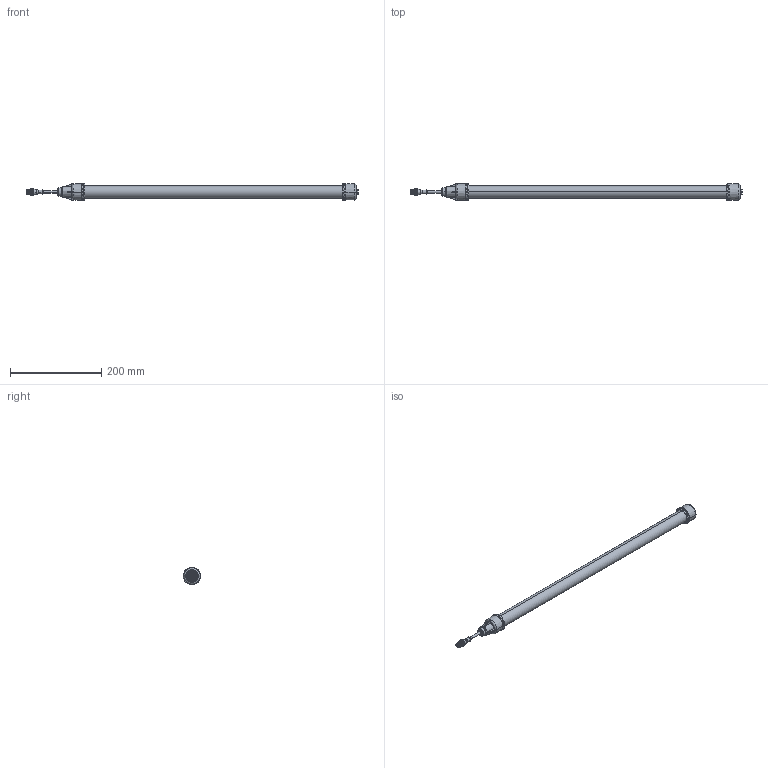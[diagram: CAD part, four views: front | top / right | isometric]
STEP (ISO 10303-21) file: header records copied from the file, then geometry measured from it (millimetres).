
FILE_DESCRIPTION((''),'2;1');
FILE_NAME('225392_SM01_ASM','2023-04-10T09:12:09',('banengservice'),('BANNER ENGINEERING'),'CREO PARAMETRIC BY PTC INC, 2022414','CREO PARAMETRIC BY PTC INC, 2022414','');
FILE_SCHEMA(('CONFIG_CONTROL_DESIGN'));
Length unit declared in the file: millimetre
Products named in the file (2): 225392_EP03; 225392_SM01_ASM
Assembly tree (1 placements, depth 2):
  225392_SM01_ASM
    225392_EP03
Bounding box: 728.36 x 37.94 x 37.98 mm (x, y, z)
Volume: 416263.4 mm3; surface area: 66015.7 mm2
Topology: 1 solids, 1 shells, 2132 faces, 4809 edges, 2702 vertices
Faces by surface type: bspline 1334, cylinder 477, plane 221, cone 45, torus 41, sphere 14
Entity records: 92355 total; most frequent: CARTESIAN_POINT 56577, ORIENTED_EDGE 9618, EDGE_CURVE 4809, B_SPLINE_CURVE_WITH_KNOTS 3624, DIRECTION 3241, VERTEX_POINT 2702, EDGE_LOOP 2159, FACE_OUTER_BOUND 2132
